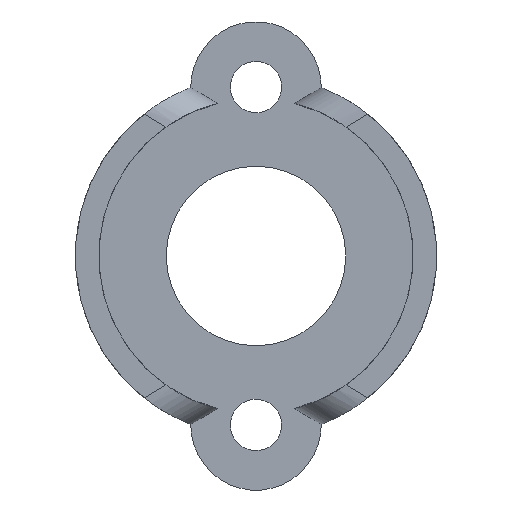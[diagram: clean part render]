
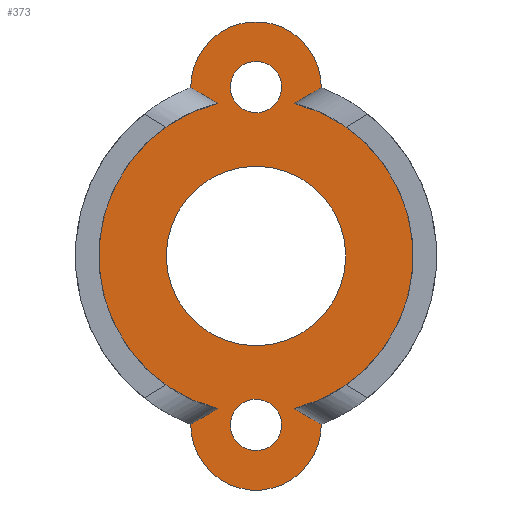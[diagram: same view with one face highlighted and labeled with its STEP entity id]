
A CAD part, front view. The second image highlights one B-rep face of the part: STEP entity #373.
In plain terms, the highlighted planar face has unit normal (0, -1, 0).
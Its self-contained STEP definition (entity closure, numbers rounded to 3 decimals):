
#21=FACE_BOUND('',#97,.T.);
#22=FACE_BOUND('',#98,.T.);
#23=FACE_BOUND('',#99,.T.);
#26=CIRCLE('',#382,6.75);
#29=CIRCLE('',#389,6.75);
#32=CIRCLE('',#400,3.85);
#38=CIRCLE('',#408,1.1);
#39=CIRCLE('',#410,1.1);
#40=CIRCLE('',#412,2.8);
#41=CIRCLE('',#414,2.8);
#49=PLANE('',#413);
#69=FACE_OUTER_BOUND('',#96,.T.);
#96=EDGE_LOOP('',(#326,#327,#328,#329,#330,#331,#332,#333));
#97=EDGE_LOOP('',(#334));
#98=EDGE_LOOP('',(#335));
#99=EDGE_LOOP('',(#336));
#117=LINE('',#658,#141);
#122=LINE('',#670,#146);
#123=LINE('',#672,#147);
#124=LINE('',#674,#148);
#141=VECTOR('',#468,1.332);
#146=VECTOR('',#479,1.332);
#147=VECTOR('',#482,1.332);
#148=VECTOR('',#485,1.332);
#163=VERTEX_POINT('',#555);
#164=VERTEX_POINT('',#557);
#173=VERTEX_POINT('',#618);
#174=VERTEX_POINT('',#620);
#177=VERTEX_POINT('',#648);
#180=VERTEX_POINT('',#654);
#181=VERTEX_POINT('',#660);
#184=VERTEX_POINT('',#666);
#185=VERTEX_POINT('',#676);
#189=VERTEX_POINT('',#688);
#190=VERTEX_POINT('',#691);
#199=EDGE_CURVE('',#164,#163,#26,.T.);
#212=EDGE_CURVE('',#174,#173,#29,.T.);
#222=EDGE_CURVE('',#177,#174,#117,.T.);
#228=EDGE_CURVE('',#181,#164,#122,.T.);
#229=EDGE_CURVE('',#173,#180,#123,.T.);
#230=EDGE_CURVE('',#163,#184,#124,.T.);
#231=EDGE_CURVE('',#185,#185,#32,.T.);
#237=EDGE_CURVE('',#189,#189,#38,.T.);
#238=EDGE_CURVE('',#190,#190,#39,.T.);
#239=EDGE_CURVE('',#180,#181,#40,.T.);
#240=EDGE_CURVE('',#184,#177,#41,.T.);
#326=ORIENTED_EDGE('',*,*,#229,.T.);
#327=ORIENTED_EDGE('',*,*,#239,.T.);
#328=ORIENTED_EDGE('',*,*,#228,.T.);
#329=ORIENTED_EDGE('',*,*,#199,.T.);
#330=ORIENTED_EDGE('',*,*,#230,.T.);
#331=ORIENTED_EDGE('',*,*,#240,.T.);
#332=ORIENTED_EDGE('',*,*,#222,.T.);
#333=ORIENTED_EDGE('',*,*,#212,.T.);
#334=ORIENTED_EDGE('',*,*,#231,.T.);
#335=ORIENTED_EDGE('',*,*,#237,.T.);
#336=ORIENTED_EDGE('',*,*,#238,.T.);
#373=ADVANCED_FACE('',(#69,#21,#22,#23),#49,.F.);
#382=AXIS2_PLACEMENT_3D('',#558,#432,#433);
#389=AXIS2_PLACEMENT_3D('',#621,#452,#453);
#400=AXIS2_PLACEMENT_3D('',#677,#488,#489);
#408=AXIS2_PLACEMENT_3D('',#689,#504,#505);
#410=AXIS2_PLACEMENT_3D('',#692,#508,#509);
#412=AXIS2_PLACEMENT_3D('',#694,#512,#513);
#413=AXIS2_PLACEMENT_3D('',#695,#514,#515);
#414=AXIS2_PLACEMENT_3D('',#696,#516,#517);
#432=DIRECTION('center_axis',(0.,-1.,0.));
#433=DIRECTION('ref_axis',(0.245,0.,-0.969));
#452=DIRECTION('center_axis',(0.,-1.,0.));
#453=DIRECTION('ref_axis',(-0.245,0.,0.969));
#468=DIRECTION('',(-0.859,0.,0.512));
#479=DIRECTION('',(0.859,0.,-0.512));
#482=DIRECTION('',(0.859,0.,0.512));
#485=DIRECTION('',(-0.859,0.,-0.512));
#488=DIRECTION('center_axis',(0.,1.,0.));
#489=DIRECTION('ref_axis',(-1.,0.,0.));
#504=DIRECTION('center_axis',(0.,1.,0.));
#505=DIRECTION('ref_axis',(1.,0.,0.));
#508=DIRECTION('center_axis',(0.,1.,0.));
#509=DIRECTION('ref_axis',(1.,0.,0.));
#512=DIRECTION('center_axis',(0.,-1.,0.));
#513=DIRECTION('ref_axis',(1.,0.,0.));
#514=DIRECTION('center_axis',(0.,1.,0.));
#515=DIRECTION('ref_axis',(0.,0.,1.));
#516=DIRECTION('center_axis',(0.,-1.,0.));
#517=DIRECTION('ref_axis',(1.,0.,0.));
#555=CARTESIAN_POINT('',(-1.656,0.,-6.544));
#557=CARTESIAN_POINT('',(-1.656,0.,6.544));
#558=CARTESIAN_POINT('Origin',(0.,0.,0.));
#618=CARTESIAN_POINT('',(1.656,0.,6.544));
#620=CARTESIAN_POINT('',(1.656,0.,-6.544));
#621=CARTESIAN_POINT('Origin',(0.,0.,0.));
#648=CARTESIAN_POINT('',(2.8,0.,-7.227));
#654=CARTESIAN_POINT('',(2.8,0.,7.227));
#658=CARTESIAN_POINT('',(1.201,0.,-6.272));
#660=CARTESIAN_POINT('',(-2.8,0.,7.227));
#666=CARTESIAN_POINT('',(-2.8,0.,-7.227));
#670=CARTESIAN_POINT('',(1.99,0.,4.369));
#672=CARTESIAN_POINT('',(-1.418,0.,4.71));
#674=CARTESIAN_POINT('',(-1.773,0.,-6.614));
#676=CARTESIAN_POINT('',(3.85,0.,0.));
#677=CARTESIAN_POINT('Origin',(0.,0.,0.));
#688=CARTESIAN_POINT('',(-1.011,0.,7.684));
#689=CARTESIAN_POINT('Origin',(0.,0.,7.25));
#691=CARTESIAN_POINT('',(1.011,0.,-7.684));
#692=CARTESIAN_POINT('Origin',(0.,0.,-7.25));
#694=CARTESIAN_POINT('Origin',(0.,0.,7.25));
#695=CARTESIAN_POINT('Origin',(0.,0.,-7.25));
#696=CARTESIAN_POINT('Origin',(0.,0.,-7.25));
